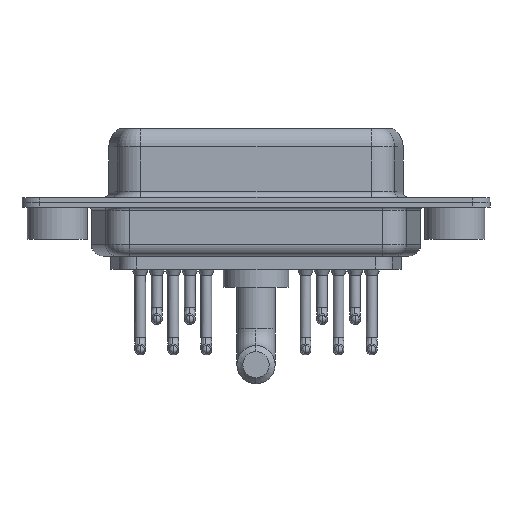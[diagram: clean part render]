
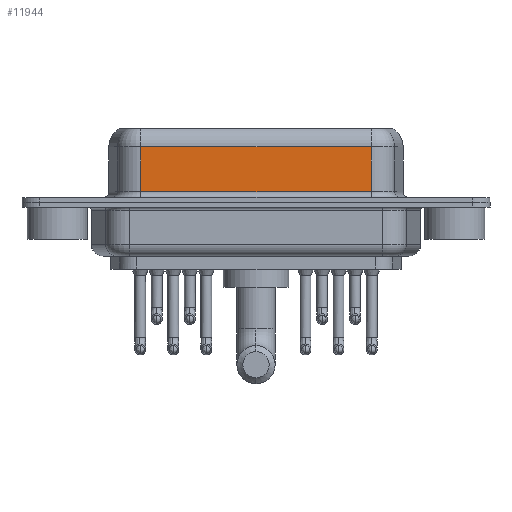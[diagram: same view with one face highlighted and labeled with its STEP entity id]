
A CAD part, front view. The second image highlights one B-rep face of the part: STEP entity #11944.
In plain terms, the highlighted planar face has unit normal (0, -1, 0).
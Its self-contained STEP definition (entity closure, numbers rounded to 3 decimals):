
#145 = CARTESIAN_POINT ( 'NONE',  ( 7.013, -3.95, 0.9 ) ) ;
#1933 = LINE ( 'NONE', #17765, #10177 ) ;
#2236 = CARTESIAN_POINT ( 'NONE',  ( 26.287, -3.95, 4.65 ) ) ;
#2387 = LINE ( 'NONE', #5211, #6417 ) ;
#2996 = DIRECTION ( 'NONE',  ( 0., 1., 0. ) ) ;
#3080 = PLANE ( 'NONE',  #8245 ) ;
#3348 = ORIENTED_EDGE ( 'NONE', *, *, #11245, .F. ) ;
#3364 = CARTESIAN_POINT ( 'NONE',  ( 26.287, -3.95, 6.4 ) ) ;
#3415 = VERTEX_POINT ( 'NONE', #9925 ) ;
#3847 = VERTEX_POINT ( 'NONE', #145 ) ;
#3974 = VECTOR ( 'NONE', #6739, 1000. ) ;
#4588 = FACE_OUTER_BOUND ( 'NONE', #15967, .T. ) ;
#5211 = CARTESIAN_POINT ( 'NONE',  ( 26.287, -3.95, 6.4 ) ) ;
#6417 = VECTOR ( 'NONE', #15671, 1000. ) ;
#6739 = DIRECTION ( 'NONE',  ( 1., 0., 0. ) ) ;
#7777 = EDGE_CURVE ( 'NONE', #10700, #3847, #1933, .T. ) ;
#8007 = DIRECTION ( 'NONE',  ( -1., 0., 0. ) ) ;
#8245 = AXIS2_PLACEMENT_3D ( 'NONE', #3364, #2996, #14578 ) ;
#8310 = ORIENTED_EDGE ( 'NONE', *, *, #10490, .T. ) ;
#9925 = CARTESIAN_POINT ( 'NONE',  ( 26.287, -3.95, 0.9 ) ) ;
#10177 = VECTOR ( 'NONE', #11831, 1000. ) ;
#10490 = EDGE_CURVE ( 'NONE', #3847, #3415, #13810, .T. ) ;
#10700 = VERTEX_POINT ( 'NONE', #17750 ) ;
#11245 = EDGE_CURVE ( 'NONE', #17491, #3415, #2387, .T. ) ;
#11831 = DIRECTION ( 'NONE',  ( 0., 0., -1. ) ) ;
#11944 = ADVANCED_FACE ( 'NONE', ( #4588 ), #3080, .F. ) ;
#12930 = ORIENTED_EDGE ( 'NONE', *, *, #16742, .T. ) ;
#13332 = CARTESIAN_POINT ( 'NONE',  ( 26.287, -3.95, 4.65 ) ) ;
#13810 = LINE ( 'NONE', #13891, #3974 ) ;
#13891 = CARTESIAN_POINT ( 'NONE',  ( 26.287, -3.95, 0.9 ) ) ;
#13921 = LINE ( 'NONE', #2236, #16961 ) ;
#14578 = DIRECTION ( 'NONE',  ( 0., 0., 1. ) ) ;
#15671 = DIRECTION ( 'NONE',  ( 0., 0., -1. ) ) ;
#15967 = EDGE_LOOP ( 'NONE', ( #3348, #12930, #16022, #8310 ) ) ;
#16022 = ORIENTED_EDGE ( 'NONE', *, *, #7777, .T. ) ;
#16742 = EDGE_CURVE ( 'NONE', #17491, #10700, #13921, .T. ) ;
#16961 = VECTOR ( 'NONE', #8007, 1000. ) ;
#17491 = VERTEX_POINT ( 'NONE', #13332 ) ;
#17750 = CARTESIAN_POINT ( 'NONE',  ( 7.013, -3.95, 4.65 ) ) ;
#17765 = CARTESIAN_POINT ( 'NONE',  ( 7.013, -3.95, 6.4 ) ) ;
